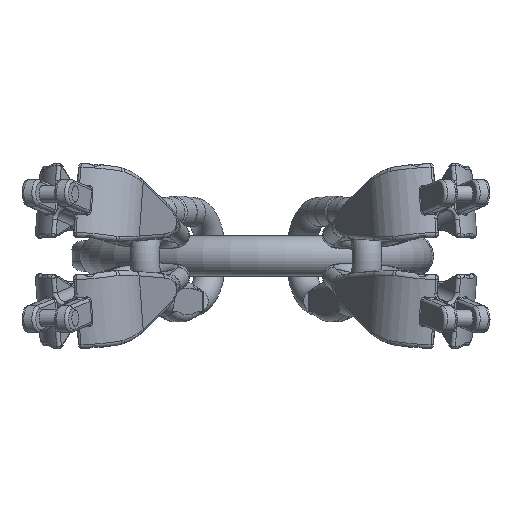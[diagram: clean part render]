
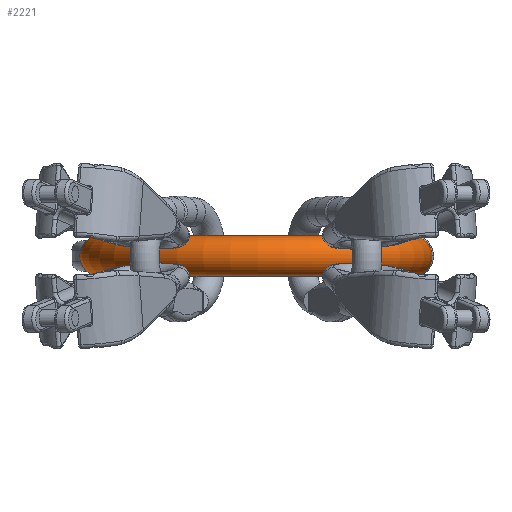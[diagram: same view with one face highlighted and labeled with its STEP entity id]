
A CAD part, front view. The second image highlights one B-rep face of the part: STEP entity #2221.
In plain terms, the highlighted toroidal (fillet/blend) face has major radius 103.5 mm and minor radius 13.5 mm.
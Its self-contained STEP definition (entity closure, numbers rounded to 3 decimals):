
#1857=TOROIDAL_SURFACE('',#30904,103.5,13.5);
#1995=FACE_BOUND('',#6333,.T.);
#1996=FACE_BOUND('',#6334,.T.);
#2221=ADVANCED_FACE('',(#1995,#1996),#1857,.T.);
#6333=EDGE_LOOP('',(#11789));
#6334=EDGE_LOOP('',(#11790));
#8287=CIRCLE('',#30886,13.5);
#8289=CIRCLE('',#30898,13.5);
#11789=ORIENTED_EDGE('',*,*,#23255,.T.);
#11790=ORIENTED_EDGE('',*,*,#23293,.F.);
#20403=VERTEX_POINT('',#42311);
#20441=VERTEX_POINT('',#42569);
#23255=EDGE_CURVE('',#20403,#20403,#8287,.T.);
#23293=EDGE_CURVE('',#20441,#20441,#8289,.T.);
#30886=AXIS2_PLACEMENT_3D('',#42310,#33629,#33630);
#30898=AXIS2_PLACEMENT_3D('',#42568,#33661,#33662);
#30904=AXIS2_PLACEMENT_3D('',#42578,#33673,#33674);
#33629=DIRECTION('',(0.,-1.,0.));
#33630=DIRECTION('',(1.,0.,0.));
#33661=DIRECTION('',(0.,1.,0.));
#33662=DIRECTION('',(-1.,0.,0.));
#33673=DIRECTION('',(0.,0.,1.));
#33674=DIRECTION('',(1.,0.,0.));
#42310=CARTESIAN_POINT('',(-103.5,-72.,0.));
#42311=CARTESIAN_POINT('',(-90.,-72.,0.));
#42568=CARTESIAN_POINT('',(103.5,-72.,0.));
#42569=CARTESIAN_POINT('',(90.,-72.,0.));
#42578=CARTESIAN_POINT('',(0.,-72.,0.));
